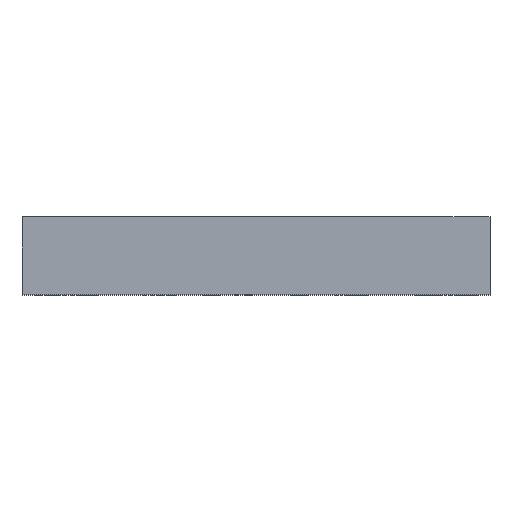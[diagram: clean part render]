
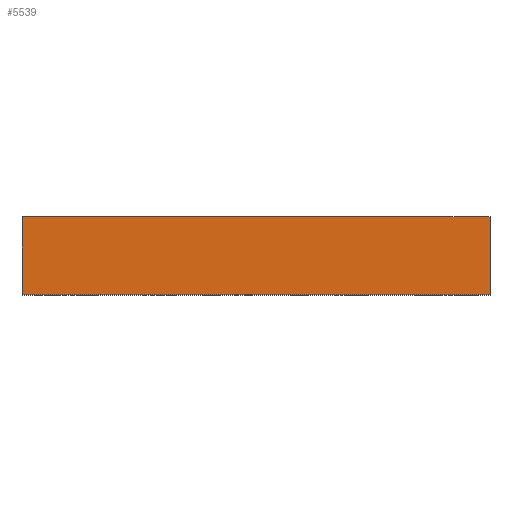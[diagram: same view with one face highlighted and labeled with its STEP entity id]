
A CAD part, top view. The second image highlights one B-rep face of the part: STEP entity #5539.
In plain terms, the highlighted planar face has unit normal (0, 0, 1).
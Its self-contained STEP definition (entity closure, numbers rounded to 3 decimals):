
#74 = CARTESIAN_POINT ( 'NONE',  ( 45., 0., 43. ) ) ;
#111 = VERTEX_POINT ( 'NONE', #2476 ) ;
#242 = CARTESIAN_POINT ( 'NONE',  ( 45., 0., 43. ) ) ;
#269 = PLANE ( 'NONE',  #3300 ) ;
#296 = VECTOR ( 'NONE', #795, 1000. ) ;
#655 = ORIENTED_EDGE ( 'NONE', *, *, #4349, .T. ) ;
#669 = VECTOR ( 'NONE', #3055, 1000. ) ;
#698 = DIRECTION ( 'NONE',  ( -1., 0., 0. ) ) ;
#710 = LINE ( 'NONE', #4891, #296 ) ;
#739 = VERTEX_POINT ( 'NONE', #74 ) ;
#795 = DIRECTION ( 'NONE',  ( 1., 0., 0. ) ) ;
#1022 = EDGE_CURVE ( 'NONE', #5720, #111, #710, .T. ) ;
#1661 = EDGE_CURVE ( 'NONE', #111, #739, #3776, .T. ) ;
#1846 = DIRECTION ( 'NONE',  ( 0., -1., 0. ) ) ;
#1991 = EDGE_CURVE ( 'NONE', #2858, #739, #2584, .T. ) ;
#2369 = CARTESIAN_POINT ( 'NONE',  ( -45., 15., 43. ) ) ;
#2476 = CARTESIAN_POINT ( 'NONE',  ( 45., 15., 43. ) ) ;
#2584 = LINE ( 'NONE', #242, #5524 ) ;
#2759 = CARTESIAN_POINT ( 'NONE',  ( -45., 15., 43. ) ) ;
#2858 = VERTEX_POINT ( 'NONE', #4439 ) ;
#3055 = DIRECTION ( 'NONE',  ( 0., -1., 0. ) ) ;
#3300 = AXIS2_PLACEMENT_3D ( 'NONE', #5743, #5321, #698 ) ;
#3363 = VECTOR ( 'NONE', #1846, 1000. ) ;
#3537 = ORIENTED_EDGE ( 'NONE', *, *, #1661, .F. ) ;
#3603 = EDGE_LOOP ( 'NONE', ( #3815, #3537, #3745, #655 ) ) ;
#3745 = ORIENTED_EDGE ( 'NONE', *, *, #1022, .F. ) ;
#3776 = LINE ( 'NONE', #4878, #669 ) ;
#3815 = ORIENTED_EDGE ( 'NONE', *, *, #1991, .T. ) ;
#4349 = EDGE_CURVE ( 'NONE', #5720, #2858, #5584, .T. ) ;
#4439 = CARTESIAN_POINT ( 'NONE',  ( -45., 0., 43. ) ) ;
#4878 = CARTESIAN_POINT ( 'NONE',  ( 45., 15., 43. ) ) ;
#4891 = CARTESIAN_POINT ( 'NONE',  ( 45., 15., 43. ) ) ;
#5114 = FACE_OUTER_BOUND ( 'NONE', #3603, .T. ) ;
#5255 = DIRECTION ( 'NONE',  ( 1., 0., 0. ) ) ;
#5321 = DIRECTION ( 'NONE',  ( 0., 0., -1. ) ) ;
#5524 = VECTOR ( 'NONE', #5255, 1000. ) ;
#5539 = ADVANCED_FACE ( 'NONE', ( #5114 ), #269, .F. ) ;
#5584 = LINE ( 'NONE', #2759, #3363 ) ;
#5720 = VERTEX_POINT ( 'NONE', #2369 ) ;
#5743 = CARTESIAN_POINT ( 'NONE',  ( 45., 15., 43. ) ) ;
